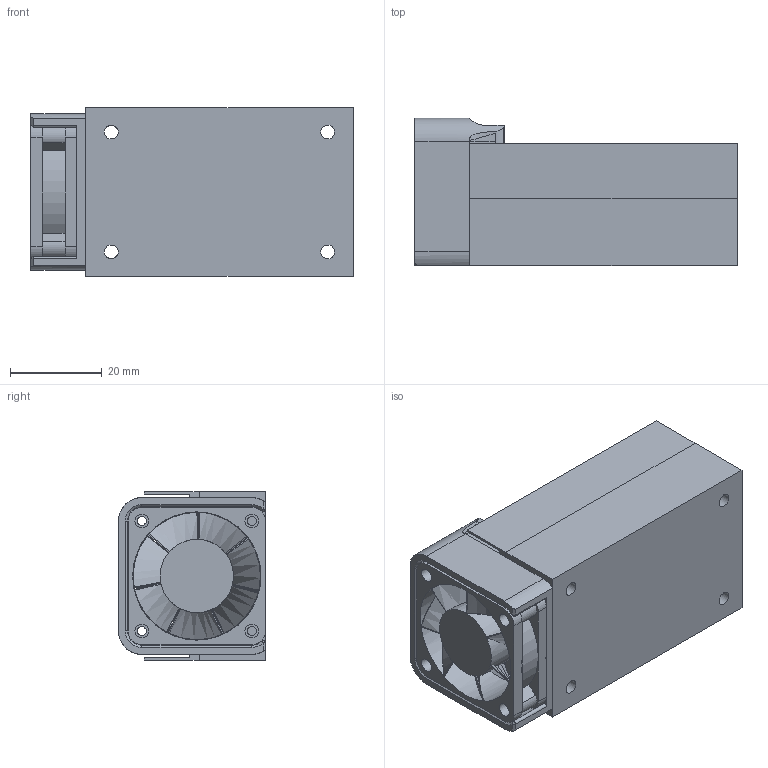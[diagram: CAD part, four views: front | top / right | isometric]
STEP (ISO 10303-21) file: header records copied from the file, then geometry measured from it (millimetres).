
FILE_DESCRIPTION(/* description */ (''),/* implementation_level */ '2;1');
FILE_NAME(/* name */ 'Kjøleribb buckconverter v12.step',/* time_stamp */ '2022-05-14T18:58:22+02:00',/* author */ (''),/* organization */ (''),/* preprocessor_version */ 'ST-DEVELOPER v18.1',/* originating_system */ 'Autodesk Translation Framework v10.14.0.1471',/* authorisation */ '');
FILE_SCHEMA (('AUTOMOTIVE_DESIGN { 1 0 10303 214 3 1 1 }'));
Length unit declared in the file: millimetre
Products named in the file (5): Kjøleribb buckconverter; Buckconverter; Kjøleribb avvid; fan_30mm_axial; fan mount
Assembly tree (4 placements, depth 3):
  Kjøleribb buckconverter
    Buckconverter
    Kjøleribb avvid
      fan_30mm_axial
      fan mount
Bounding box: 70.4 x 32.1 x 36.8 mm (x, y, z)
Volume: 49350.8 mm3; surface area: 38404.7 mm2
Topology: 5 solids, 5 shells, 258 faces, 721 edges, 471 vertices
Faces by surface type: plane 139, cylinder 85, bspline 27, cone 7
Full cylindrical faces by diameter (mm): 2 x4, 3 x12, 16 x1, 28 x2
Entity records: 9941 total; most frequent: CARTESIAN_POINT 3073, ORIENTED_EDGE 1438, DIRECTION 1362, EDGE_CURVE 719, VERTEX_POINT 471, AXIS2_PLACEMENT_3D 461, LINE 440, VECTOR 440
